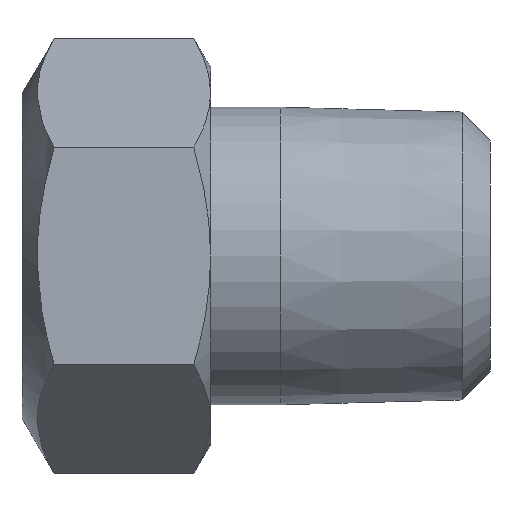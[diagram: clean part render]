
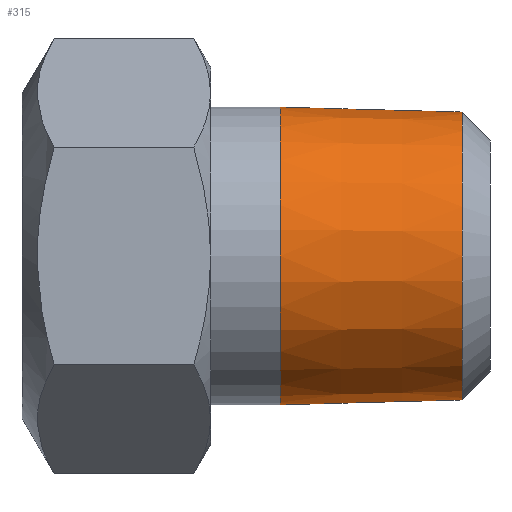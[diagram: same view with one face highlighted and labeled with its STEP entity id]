
A CAD part, left-side view. The second image highlights one B-rep face of the part: STEP entity #315.
In plain terms, the highlighted conical face has half-angle 1.528 degrees and reference radius 10.45 mm.
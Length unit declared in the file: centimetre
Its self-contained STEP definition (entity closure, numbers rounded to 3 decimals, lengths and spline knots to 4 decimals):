
#59=FACE_BOUND('',#93,.T.);
#68=FACE_OUTER_BOUND('',#92,.T.);
#92=EDGE_LOOP('',(#205));
#93=EDGE_LOOP('',(#206));
#122=CIRCLE('',#340,1.0303);
#124=CIRCLE('',#343,1.065);
#137=VERTEX_POINT('',#463);
#139=VERTEX_POINT('',#468);
#164=EDGE_CURVE('',#137,#137,#122,.T.);
#166=EDGE_CURVE('',#139,#139,#124,.T.);
#205=ORIENTED_EDGE('',*,*,#166,.F.);
#206=ORIENTED_EDGE('',*,*,#164,.F.);
#282=CONICAL_SURFACE('',#342,1.045,1.528);
#315=ADVANCED_FACE('',(#68,#59),#282,.T.);
#340=AXIS2_PLACEMENT_3D('',#464,#381,#382);
#342=AXIS2_PLACEMENT_3D('',#467,#385,#386);
#343=AXIS2_PLACEMENT_3D('',#469,#387,#388);
#381=DIRECTION('center_axis',(0.,-1.,0.));
#382=DIRECTION('ref_axis',(0.,0.,1.));
#385=DIRECTION('center_axis',(0.,1.,0.));
#386=DIRECTION('ref_axis',(0.,0.,-1.));
#387=DIRECTION('center_axis',(0.,1.,0.));
#388=DIRECTION('ref_axis',(0.,0.,-1.));
#463=CARTESIAN_POINT('',(0.,0.1999,-1.0303));
#464=CARTESIAN_POINT('Origin',(0.,0.1999,0.));
#467=CARTESIAN_POINT('Origin',(0.,0.75,0.));
#468=CARTESIAN_POINT('',(0.,1.5,-1.065));
#469=CARTESIAN_POINT('Origin',(0.,1.5,0.));
